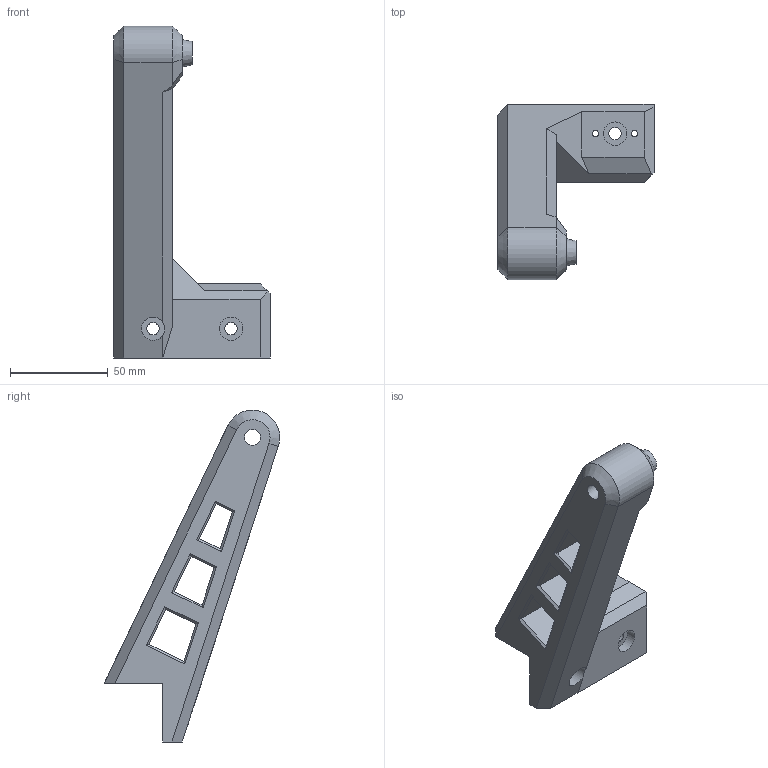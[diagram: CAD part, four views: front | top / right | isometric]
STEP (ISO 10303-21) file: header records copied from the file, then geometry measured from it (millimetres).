
FILE_DESCRIPTION(/* description */ ('STEP AP214'),/* implementation_level */ '2;1');
FILE_NAME(/* name */ '6052733beee5821888baeabe',/* time_stamp */ '2021-03-17T21:23:08+00:00',/* author */ (''),/* organization */ (''),/* preprocessor_version */ 'ST-DEVELOPER v18.1',/* originating_system */ ' ',/* authorisation */ ' ');
FILE_SCHEMA (('AUTOMOTIVE_DESIGN {1 0 10303 214 3 1 1}'));
Length unit declared in the file: metre
Products named in the file (1): 3030_2020_spool_holder_v2_rr
Bounding box: 80 x 90.05 x 170.21 mm (x, y, z)
Volume: 168115 mm3; surface area: 35992 mm2
Topology: 1 solids, 1 shells, 94 faces, 236 edges, 149 vertices
Faces by surface type: plane 81, cylinder 10, cone 3
Full cylindrical faces by diameter (mm): 3.3 x2, 6.3 x3, 8.2 x1, 12 x3
Entity records: 2718 total; most frequent: CARTESIAN_POINT 466, ORIENTED_EDGE 442, DIRECTION 434, EDGE_CURVE 221, LINE 194, VECTOR 194, VERTEX_POINT 144, EDGE_LOOP 127
